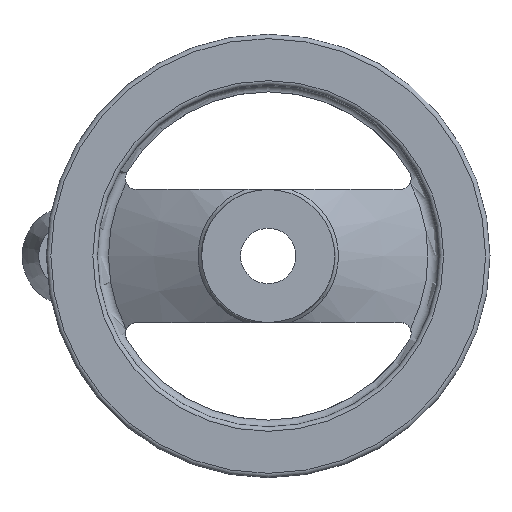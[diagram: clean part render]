
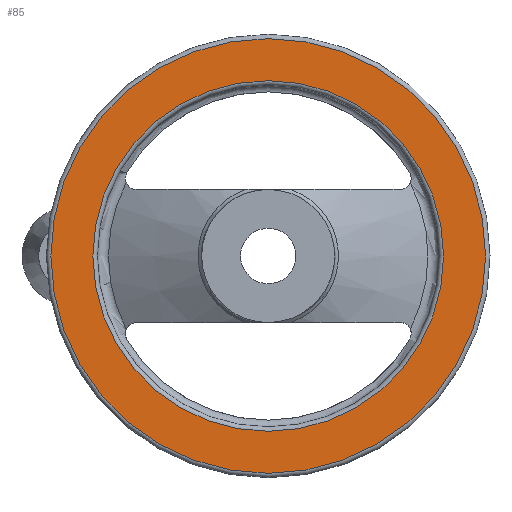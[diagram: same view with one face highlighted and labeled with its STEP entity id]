
A CAD part, left-side view. The second image highlights one B-rep face of the part: STEP entity #85.
In plain terms, the highlighted planar face has unit normal (-1, 0, 0).
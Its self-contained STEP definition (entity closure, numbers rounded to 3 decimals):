
#85 = ADVANCED_FACE( '', ( #193, #194 ), #195, .F. );
#193 = FACE_OUTER_BOUND( '', #325, .T. );
#194 = FACE_BOUND( '', #326, .T. );
#195 = PLANE( '', #327 );
#325 = EDGE_LOOP( '', ( #545 ) );
#326 = EDGE_LOOP( '', ( #546 ) );
#327 = AXIS2_PLACEMENT_3D( '', #547, #548, #549 );
#545 = ORIENTED_EDGE( '', *, *, #777, .F. );
#546 = ORIENTED_EDGE( '', *, *, #778, .T. );
#547 = CARTESIAN_POINT( '', ( 15.2, 31.62, 0. ) );
#548 = DIRECTION( '', ( 1., 0., 0. ) );
#549 = DIRECTION( '', ( 0., 0., -1. ) );
#777 = EDGE_CURVE( '', #924, #924, #925, .T. );
#778 = EDGE_CURVE( '', #926, #926, #927, .T. );
#924 = VERTEX_POINT( '', #1259 );
#925 = CIRCLE( '', #1260, 39.2 );
#926 = VERTEX_POINT( '', #1261 );
#927 = CIRCLE( '', #1262, 31.62 );
#1259 = CARTESIAN_POINT( '', ( 15.2, 0., -39.2 ) );
#1260 = AXIS2_PLACEMENT_3D( '', #1519, #1520, #1521 );
#1261 = CARTESIAN_POINT( '', ( 15.2, 0., -31.62 ) );
#1262 = AXIS2_PLACEMENT_3D( '', #1522, #1523, #1524 );
#1519 = CARTESIAN_POINT( '', ( 15.2, 0., 0. ) );
#1520 = DIRECTION( '', ( 1., 0., 0. ) );
#1521 = DIRECTION( '', ( 0., 0., -1. ) );
#1522 = CARTESIAN_POINT( '', ( 15.2, 0., 0. ) );
#1523 = DIRECTION( '', ( 1., 0., 0. ) );
#1524 = DIRECTION( '', ( 0., 0., -1. ) );
